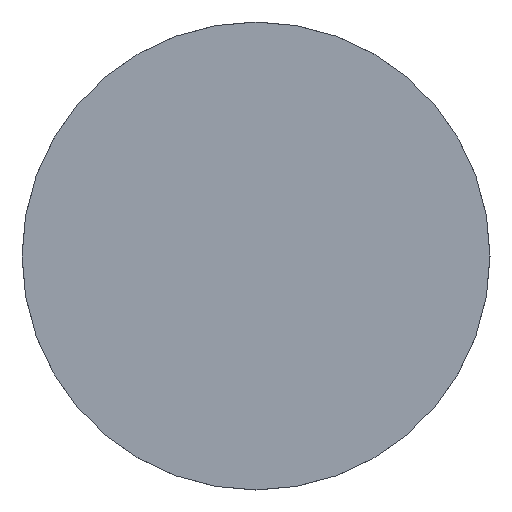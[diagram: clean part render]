
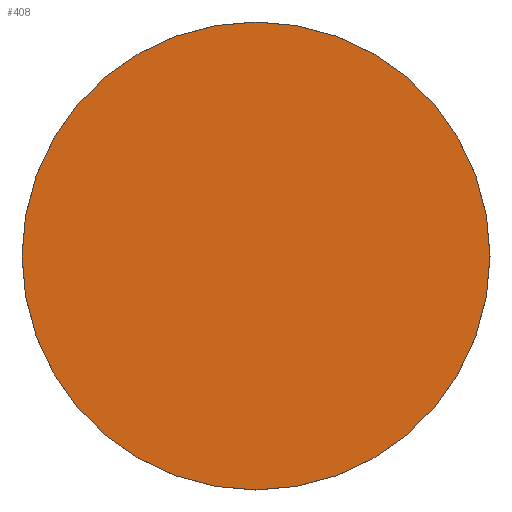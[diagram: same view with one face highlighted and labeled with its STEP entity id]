
A CAD part, left-side view. The second image highlights one B-rep face of the part: STEP entity #408.
In plain terms, the highlighted planar face has unit normal (-1, 0, 0).
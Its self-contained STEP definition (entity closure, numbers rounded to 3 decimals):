
#16 = DIRECTION ( 'NONE',  ( 0., 0., 1. ) ) ;
#17 = DIRECTION ( 'NONE',  ( -1., 0., 0. ) ) ;
#18 = CARTESIAN_POINT ( 'NONE',  ( 0., 0., 0. ) ) ;
#22 = PLANE ( 'NONE',  #247 ) ;
#76 = CARTESIAN_POINT ( 'NONE',  ( 0., 0., 0. ) ) ;
#77 = DIRECTION ( 'NONE',  ( -1., 0., 0. ) ) ;
#78 = DIRECTION ( 'NONE',  ( 0., 0., 1. ) ) ;
#87 = CARTESIAN_POINT ( 'NONE',  ( 0., 0., 0. ) ) ;
#88 = DIRECTION ( 'NONE',  ( -1., 0., 0. ) ) ;
#89 = DIRECTION ( 'NONE',  ( 0., 0., 1. ) ) ;
#131 = CARTESIAN_POINT ( 'NONE',  ( 0., 0., 2.502 ) ) ;
#132 = CARTESIAN_POINT ( 'NONE',  ( 0., 0., -2.502 ) ) ;
#208 = EDGE_CURVE ( 'NONE', #341, #340, #223, .T. ) ;
#223 = CIRCLE ( 'NONE', #375, 2.502 ) ;
#225 = CIRCLE ( 'NONE', #378, 2.502 ) ;
#247 = AXIS2_PLACEMENT_3D ( 'NONE', #18, #17, #16 ) ;
#280 = EDGE_CURVE ( 'NONE', #340, #341, #225, .T. ) ;
#323 = EDGE_LOOP ( 'NONE', ( #358, #359 ) ) ;
#340 = VERTEX_POINT ( 'NONE', #131 ) ;
#341 = VERTEX_POINT ( 'NONE', #132 ) ;
#358 = ORIENTED_EDGE ( 'NONE', *, *, #280, .T. ) ;
#359 = ORIENTED_EDGE ( 'NONE', *, *, #208, .T. ) ;
#375 = AXIS2_PLACEMENT_3D ( 'NONE', #76, #77, #78 ) ;
#378 = AXIS2_PLACEMENT_3D ( 'NONE', #87, #88, #89 ) ;
#408 = ADVANCED_FACE ( 'NONE', ( #440 ), #22, .T. ) ;
#440 = FACE_OUTER_BOUND ( 'NONE', #323, .T. ) ;
